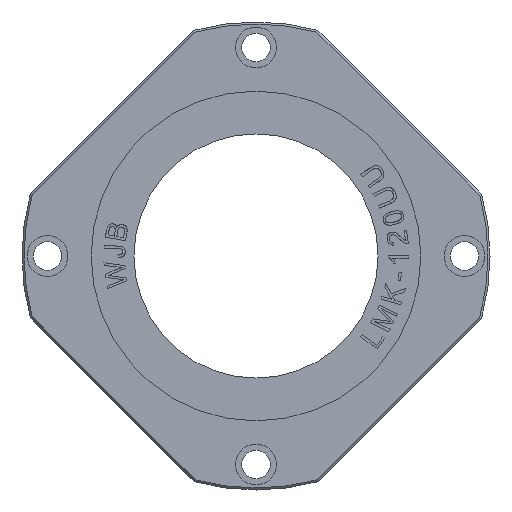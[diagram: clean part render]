
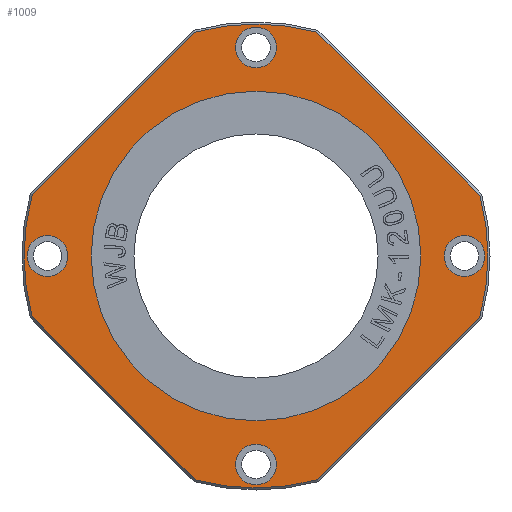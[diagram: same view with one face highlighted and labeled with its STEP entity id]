
A CAD part, left-side view. The second image highlights one B-rep face of the part: STEP entity #1009.
In plain terms, the highlighted planar face has unit normal (-1, 0, 0).
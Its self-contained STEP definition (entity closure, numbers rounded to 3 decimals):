
#1009=ADVANCED_FACE('',(#2664,#2665,#2666,#2667,#2668,#2669),#1377,.T.);
#1377=PLANE('',#6702);
#1611=LINE('',#8460,#2091);
#1612=LINE('',#8464,#2092);
#1613=LINE('',#8468,#2093);
#1614=LINE('',#8472,#2094);
#2091=VECTOR('',#7103,1.);
#2092=VECTOR('',#7106,1.);
#2093=VECTOR('',#7109,1.);
#2094=VECTOR('',#7112,1.);
#2664=FACE_BOUND('',#2769,.T.);
#2665=FACE_BOUND('',#2770,.T.);
#2666=FACE_BOUND('',#2771,.T.);
#2667=FACE_BOUND('',#2772,.T.);
#2668=FACE_BOUND('',#2773,.T.);
#2669=FACE_BOUND('',#2774,.T.);
#2769=EDGE_LOOP('',(#3213,#3214));
#2770=EDGE_LOOP('',(#3215,#3216));
#2771=EDGE_LOOP('',(#3217,#3218));
#2772=EDGE_LOOP('',(#3219,#3220));
#2773=EDGE_LOOP('',(#3221,#3222));
#2774=EDGE_LOOP('',(#3223,#3224,#3225,#3226,#3227,#3228,#3229,#3230));
#3213=ORIENTED_EDGE('',*,*,#5673,.T.);
#3214=ORIENTED_EDGE('',*,*,#5674,.T.);
#3215=ORIENTED_EDGE('',*,*,#5675,.F.);
#3216=ORIENTED_EDGE('',*,*,#5676,.F.);
#3217=ORIENTED_EDGE('',*,*,#5677,.F.);
#3218=ORIENTED_EDGE('',*,*,#5678,.F.);
#3219=ORIENTED_EDGE('',*,*,#5679,.F.);
#3220=ORIENTED_EDGE('',*,*,#5680,.F.);
#3221=ORIENTED_EDGE('',*,*,#5681,.F.);
#3222=ORIENTED_EDGE('',*,*,#5682,.F.);
#3223=ORIENTED_EDGE('',*,*,#5683,.T.);
#3224=ORIENTED_EDGE('',*,*,#5684,.T.);
#3225=ORIENTED_EDGE('',*,*,#5685,.T.);
#3226=ORIENTED_EDGE('',*,*,#5686,.T.);
#3227=ORIENTED_EDGE('',*,*,#5687,.T.);
#3228=ORIENTED_EDGE('',*,*,#5688,.T.);
#3229=ORIENTED_EDGE('',*,*,#5689,.T.);
#3230=ORIENTED_EDGE('',*,*,#5690,.T.);
#5053=VERTEX_POINT('',#8438);
#5054=VERTEX_POINT('',#8439);
#5055=VERTEX_POINT('',#8442);
#5056=VERTEX_POINT('',#8443);
#5057=VERTEX_POINT('',#8446);
#5058=VERTEX_POINT('',#8447);
#5059=VERTEX_POINT('',#8450);
#5060=VERTEX_POINT('',#8451);
#5061=VERTEX_POINT('',#8454);
#5062=VERTEX_POINT('',#8455);
#5063=VERTEX_POINT('',#8458);
#5064=VERTEX_POINT('',#8459);
#5065=VERTEX_POINT('',#8461);
#5066=VERTEX_POINT('',#8463);
#5067=VERTEX_POINT('',#8465);
#5068=VERTEX_POINT('',#8467);
#5069=VERTEX_POINT('',#8469);
#5070=VERTEX_POINT('',#8471);
#5673=EDGE_CURVE('',#5053,#5054,#6593,.T.);
#5674=EDGE_CURVE('',#5054,#5053,#6594,.T.);
#5675=EDGE_CURVE('',#5055,#5056,#6595,.T.);
#5676=EDGE_CURVE('',#5056,#5055,#6596,.T.);
#5677=EDGE_CURVE('',#5057,#5058,#6597,.T.);
#5678=EDGE_CURVE('',#5058,#5057,#6598,.T.);
#5679=EDGE_CURVE('',#5059,#5060,#6599,.T.);
#5680=EDGE_CURVE('',#5060,#5059,#6600,.T.);
#5681=EDGE_CURVE('',#5061,#5062,#6601,.T.);
#5682=EDGE_CURVE('',#5062,#5061,#6602,.T.);
#5683=EDGE_CURVE('',#5063,#5064,#6603,.T.);
#5684=EDGE_CURVE('',#5064,#5065,#1611,.T.);
#5685=EDGE_CURVE('',#5065,#5066,#6604,.T.);
#5686=EDGE_CURVE('',#5066,#5067,#1612,.T.);
#5687=EDGE_CURVE('',#5067,#5068,#6605,.T.);
#5688=EDGE_CURVE('',#5068,#5069,#1613,.T.);
#5689=EDGE_CURVE('',#5069,#5070,#6606,.T.);
#5690=EDGE_CURVE('',#5070,#5063,#1614,.T.);
#6593=CIRCLE('',#6688,81.);
#6594=CIRCLE('',#6689,81.);
#6595=CIRCLE('',#6690,10.);
#6596=CIRCLE('',#6691,10.);
#6597=CIRCLE('',#6692,10.);
#6598=CIRCLE('',#6693,10.);
#6599=CIRCLE('',#6694,10.);
#6600=CIRCLE('',#6695,10.);
#6601=CIRCLE('',#6696,10.);
#6602=CIRCLE('',#6697,10.);
#6603=CIRCLE('',#6698,114.);
#6604=CIRCLE('',#6699,114.);
#6605=CIRCLE('',#6700,114.);
#6606=CIRCLE('',#6701,114.);
#6688=AXIS2_PLACEMENT_3D('',#8437,#7081,#7082);
#6689=AXIS2_PLACEMENT_3D('',#8440,#7083,#7084);
#6690=AXIS2_PLACEMENT_3D('',#8441,#7085,#7086);
#6691=AXIS2_PLACEMENT_3D('',#8444,#7087,#7088);
#6692=AXIS2_PLACEMENT_3D('',#8445,#7089,#7090);
#6693=AXIS2_PLACEMENT_3D('',#8448,#7091,#7092);
#6694=AXIS2_PLACEMENT_3D('',#8449,#7093,#7094);
#6695=AXIS2_PLACEMENT_3D('',#8452,#7095,#7096);
#6696=AXIS2_PLACEMENT_3D('',#8453,#7097,#7098);
#6697=AXIS2_PLACEMENT_3D('',#8456,#7099,#7100);
#6698=AXIS2_PLACEMENT_3D('',#8457,#7101,#7102);
#6699=AXIS2_PLACEMENT_3D('',#8462,#7104,#7105);
#6700=AXIS2_PLACEMENT_3D('',#8466,#7107,#7108);
#6701=AXIS2_PLACEMENT_3D('',#8470,#7110,#7111);
#6702=AXIS2_PLACEMENT_3D('',#8473,#7113,#7114);
#7081=DIRECTION('',(1.,0.,0.));
#7082=DIRECTION('',(0.,0.,1.));
#7083=DIRECTION('',(1.,0.,0.));
#7084=DIRECTION('',(0.,0.,1.));
#7085=DIRECTION('',(-1.,0.,0.));
#7086=DIRECTION('',(0.,0.,1.));
#7087=DIRECTION('',(-1.,0.,0.));
#7088=DIRECTION('',(0.,0.,1.));
#7089=DIRECTION('',(-1.,0.,0.));
#7090=DIRECTION('',(0.,0.,1.));
#7091=DIRECTION('',(-1.,0.,0.));
#7092=DIRECTION('',(0.,0.,1.));
#7093=DIRECTION('',(-1.,0.,0.));
#7094=DIRECTION('',(0.,0.,1.));
#7095=DIRECTION('',(-1.,0.,0.));
#7096=DIRECTION('',(0.,0.,1.));
#7097=DIRECTION('',(-1.,0.,0.));
#7098=DIRECTION('',(0.,0.,1.));
#7099=DIRECTION('',(-1.,0.,0.));
#7100=DIRECTION('',(0.,0.,1.));
#7101=DIRECTION('',(-1.,0.,0.));
#7102=DIRECTION('',(0.,0.,1.));
#7103=DIRECTION('',(0.,0.707,0.707));
#7104=DIRECTION('',(-1.,0.,0.));
#7105=DIRECTION('',(0.,0.,1.));
#7106=DIRECTION('',(0.,0.707,-0.707));
#7107=DIRECTION('',(-1.,0.,0.));
#7108=DIRECTION('',(0.,0.,1.));
#7109=DIRECTION('',(0.,-0.707,-0.707));
#7110=DIRECTION('',(-1.,0.,0.));
#7111=DIRECTION('',(0.,0.,1.));
#7112=DIRECTION('',(0.,-0.707,0.707));
#7113=DIRECTION('',(-1.,0.,0.));
#7114=DIRECTION('',(0.,0.,1.));
#8437=CARTESIAN_POINT('',(0.,0.,0.));
#8438=CARTESIAN_POINT('',(0.,0.,-81.));
#8439=CARTESIAN_POINT('',(0.,0.,81.));
#8440=CARTESIAN_POINT('',(0.,0.,0.));
#8441=CARTESIAN_POINT('',(0.,102.5,0.));
#8442=CARTESIAN_POINT('',(0.,92.5,0.));
#8443=CARTESIAN_POINT('',(0.,112.5,0.));
#8444=CARTESIAN_POINT('',(0.,102.5,0.));
#8445=CARTESIAN_POINT('',(0.,-102.5,0.));
#8446=CARTESIAN_POINT('',(0.,-112.5,0.));
#8447=CARTESIAN_POINT('',(0.,-92.5,0.));
#8448=CARTESIAN_POINT('',(0.,-102.5,0.));
#8449=CARTESIAN_POINT('',(0.,0.,102.5));
#8450=CARTESIAN_POINT('',(0.,-10.,102.5));
#8451=CARTESIAN_POINT('',(0.,10.,102.5));
#8452=CARTESIAN_POINT('',(0.,0.,102.5));
#8453=CARTESIAN_POINT('',(0.,0.,-102.5));
#8454=CARTESIAN_POINT('',(0.,-10.,-102.5));
#8455=CARTESIAN_POINT('',(0.,10.,-102.5));
#8456=CARTESIAN_POINT('',(0.,0.,-102.5));
#8457=CARTESIAN_POINT('',(0.,0.,0.));
#8458=CARTESIAN_POINT('',(0.,-109.972,-30.035));
#8459=CARTESIAN_POINT('',(0.,-109.996,29.947));
#8460=CARTESIAN_POINT('',(0.,-31.209,108.734));
#8461=CARTESIAN_POINT('',(0.,-29.947,109.996));
#8462=CARTESIAN_POINT('',(0.,0.,0.));
#8463=CARTESIAN_POINT('',(0.,30.035,109.972));
#8464=CARTESIAN_POINT('',(0.,108.708,31.3));
#8465=CARTESIAN_POINT('',(0.,109.972,30.035));
#8466=CARTESIAN_POINT('',(0.,0.,0.));
#8467=CARTESIAN_POINT('',(0.,109.996,-29.947));
#8468=CARTESIAN_POINT('',(0.,31.209,-108.734));
#8469=CARTESIAN_POINT('',(0.,29.947,-109.996));
#8470=CARTESIAN_POINT('',(0.,0.,0.));
#8471=CARTESIAN_POINT('',(0.,-30.035,-109.972));
#8472=CARTESIAN_POINT('',(0.,-108.708,-31.3));
#8473=CARTESIAN_POINT('',(0.,-67.32,-66.));
